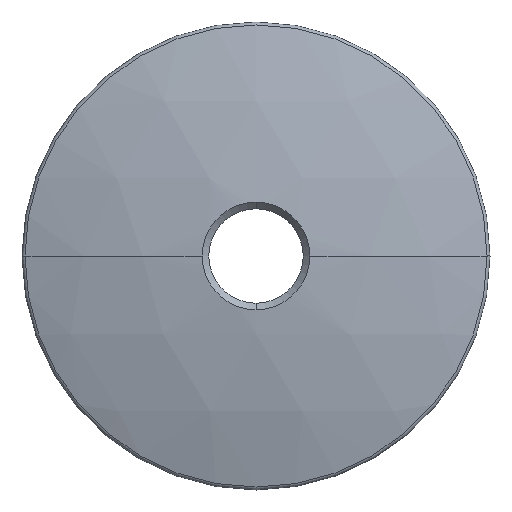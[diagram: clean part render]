
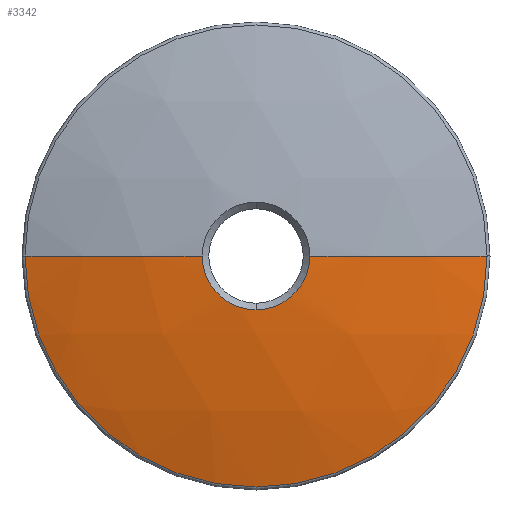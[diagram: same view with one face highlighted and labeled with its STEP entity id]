
A CAD part, left-side view. The second image highlights one B-rep face of the part: STEP entity #3342.
In plain terms, the highlighted spherical face has radius 58.035 mm.
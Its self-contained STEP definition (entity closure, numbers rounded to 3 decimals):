
#2 = EDGE_CURVE ( 'NONE', #2249, #735, #1989, .T. ) ;
#60 = DIRECTION ( 'NONE',  ( 0., 0., 1. ) ) ;
#85 = EDGE_CURVE ( 'NONE', #2932, #2249, #3182, .T. ) ;
#193 = EDGE_CURVE ( 'NONE', #2600, #2932, #1138, .T. ) ;
#253 = DIRECTION ( 'NONE',  ( 0., 0., -1. ) ) ;
#296 = CARTESIAN_POINT ( 'NONE',  ( -14.564, 16.636, 0. ) ) ;
#327 = DIRECTION ( 'NONE',  ( 0., 1., 0. ) ) ;
#341 = FACE_OUTER_BOUND ( 'NONE', #657, .T. ) ;
#353 = CARTESIAN_POINT ( 'NONE',  ( 41.034, 0., 0. ) ) ;
#359 = CARTESIAN_POINT ( 'NONE',  ( 41.034, 0., 0. ) ) ;
#569 = ORIENTED_EDGE ( 'NONE', *, *, #2044, .F. ) ;
#640 = SPHERICAL_SURFACE ( 'NONE', #2179, 58.034 ) ;
#657 = EDGE_LOOP ( 'NONE', ( #2742, #831, #2261, #2457, #569 ) ) ;
#704 = AXIS2_PLACEMENT_3D ( 'NONE', #353, #60, #1467 ) ;
#735 = VERTEX_POINT ( 'NONE', #2831 ) ;
#817 = DIRECTION ( 'NONE',  ( 0., 1., 0. ) ) ;
#831 = ORIENTED_EDGE ( 'NONE', *, *, #193, .T. ) ;
#907 = AXIS2_PLACEMENT_3D ( 'NONE', #2041, #2054, #327 ) ;
#1064 = DIRECTION ( 'NONE',  ( 1., 0., 0. ) ) ;
#1095 = AXIS2_PLACEMENT_3D ( 'NONE', #2988, #2429, #2419 ) ;
#1138 = CIRCLE ( 'NONE', #1943, 58.034 ) ;
#1178 = DIRECTION ( 'NONE',  ( 0., 1., 0. ) ) ;
#1403 = AXIS2_PLACEMENT_3D ( 'NONE', #1672, #1064, #2488 ) ;
#1467 = DIRECTION ( 'NONE',  ( 1., 0., 0. ) ) ;
#1660 = CARTESIAN_POINT ( 'NONE',  ( 41.034, 0., 0. ) ) ;
#1672 = CARTESIAN_POINT ( 'NONE',  ( -16.871, 0., 0. ) ) ;
#1943 = AXIS2_PLACEMENT_3D ( 'NONE', #1660, #253, #817 ) ;
#1989 = CIRCLE ( 'NONE', #1095, 3.87 ) ;
#2041 = CARTESIAN_POINT ( 'NONE',  ( -14.564, 0., 0. ) ) ;
#2044 = EDGE_CURVE ( 'NONE', #2411, #735, #3026, .T. ) ;
#2054 = DIRECTION ( 'NONE',  ( -1., 0., 0. ) ) ;
#2081 = EDGE_CURVE ( 'NONE', #2411, #2600, #3215, .T. ) ;
#2090 = CARTESIAN_POINT ( 'NONE',  ( -16.871, -3.87, 0. ) ) ;
#2179 = AXIS2_PLACEMENT_3D ( 'NONE', #359, #3153, #1178 ) ;
#2249 = VERTEX_POINT ( 'NONE', #3544 ) ;
#2261 = ORIENTED_EDGE ( 'NONE', *, *, #85, .T. ) ;
#2411 = VERTEX_POINT ( 'NONE', #296 ) ;
#2419 = DIRECTION ( 'NONE',  ( 0., 0., -1. ) ) ;
#2429 = DIRECTION ( 'NONE',  ( 1., 0., 0. ) ) ;
#2453 = CARTESIAN_POINT ( 'NONE',  ( -14.564, -16.636, 0. ) ) ;
#2457 = ORIENTED_EDGE ( 'NONE', *, *, #2, .T. ) ;
#2488 = DIRECTION ( 'NONE',  ( 0., 0., -1. ) ) ;
#2600 = VERTEX_POINT ( 'NONE', #2453 ) ;
#2742 = ORIENTED_EDGE ( 'NONE', *, *, #2081, .T. ) ;
#2831 = CARTESIAN_POINT ( 'NONE',  ( -16.871, 3.87, 0. ) ) ;
#2932 = VERTEX_POINT ( 'NONE', #2090 ) ;
#2988 = CARTESIAN_POINT ( 'NONE',  ( -16.871, 0., 0. ) ) ;
#3026 = CIRCLE ( 'NONE', #704, 58.034 ) ;
#3153 = DIRECTION ( 'NONE',  ( 0., 0., -1. ) ) ;
#3182 = CIRCLE ( 'NONE', #1403, 3.87 ) ;
#3215 = CIRCLE ( 'NONE', #907, 16.636 ) ;
#3342 = ADVANCED_FACE ( 'NONE', ( #341 ), #640, .T. ) ;
#3544 = CARTESIAN_POINT ( 'NONE',  ( -16.871, 0., -3.87 ) ) ;
